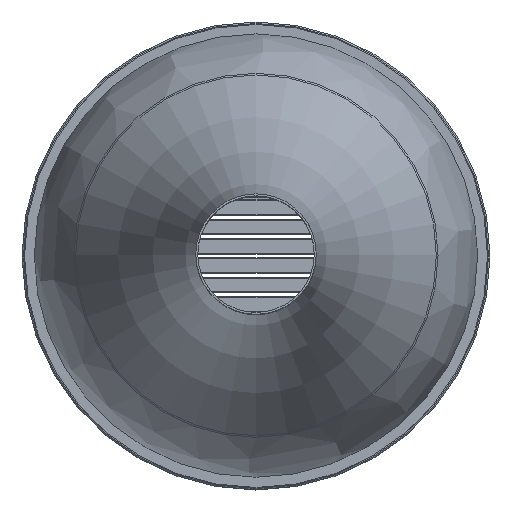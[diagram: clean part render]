
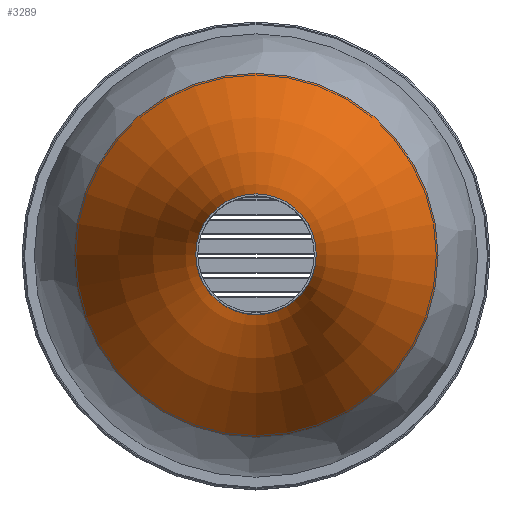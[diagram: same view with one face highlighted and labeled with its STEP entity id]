
A CAD part, top view. The second image highlights one B-rep face of the part: STEP entity #3289.
In plain terms, the highlighted toroidal (fillet/blend) face has major radius 1722.2 mm and minor radius 1600 mm.
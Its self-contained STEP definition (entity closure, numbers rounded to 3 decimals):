
#3289=ADVANCED_FACE('',(#8865,#8866),#8867,.F.);
#8865=FACE_OUTER_BOUND('',#17178,.T.);
#8866=FACE_OUTER_BOUND('',#17179,.T.);
#8867=TOROIDAL_SURFACE('',#17180,1722.203,1600.);
#17178=EDGE_LOOP('',(#71366));
#17179=EDGE_LOOP('',(#71367));
#17180=AXIS2_PLACEMENT_3D('',#71368,#71369,#71370);
#71366=ORIENTED_EDGE('',*,*,#90742,.T.);
#71367=ORIENTED_EDGE('',*,*,#90748,.F.);
#71368=CARTESIAN_POINT('',(0.,0.,1977.724));
#71369=DIRECTION('',(0.,0.,1.0));
#71370=DIRECTION('',(-0.866,0.5,0.));
#90742=EDGE_CURVE('',#99670,#99670,#99671,.T.);
#90748=EDGE_CURVE('',#99679,#99679,#99680,.T.);
#99670=VERTEX_POINT('',#112242);
#99671=CIRCLE('',#112243,369.48);
#99679=VERTEX_POINT('',#112251);
#99680=CIRCLE('',#112252,122.25);
#112242=CARTESIAN_POINT('',(-319.979,184.74,1123.241));
#112243=AXIS2_PLACEMENT_3D('',#149694,#149695,#149696);
#112251=CARTESIAN_POINT('',(-105.872,61.125,1990.));
#112252=AXIS2_PLACEMENT_3D('',#149703,#149704,#149705);
#149694=CARTESIAN_POINT('',(0.,0.,1123.241));
#149695=DIRECTION('',(0.,0.,1.0));
#149696=DIRECTION('',(-0.866,0.5,0.));
#149703=CARTESIAN_POINT('',(0.,0.,1990.));
#149704=DIRECTION('',(0.,0.,1.0));
#149705=DIRECTION('',(-0.866,0.5,0.));
